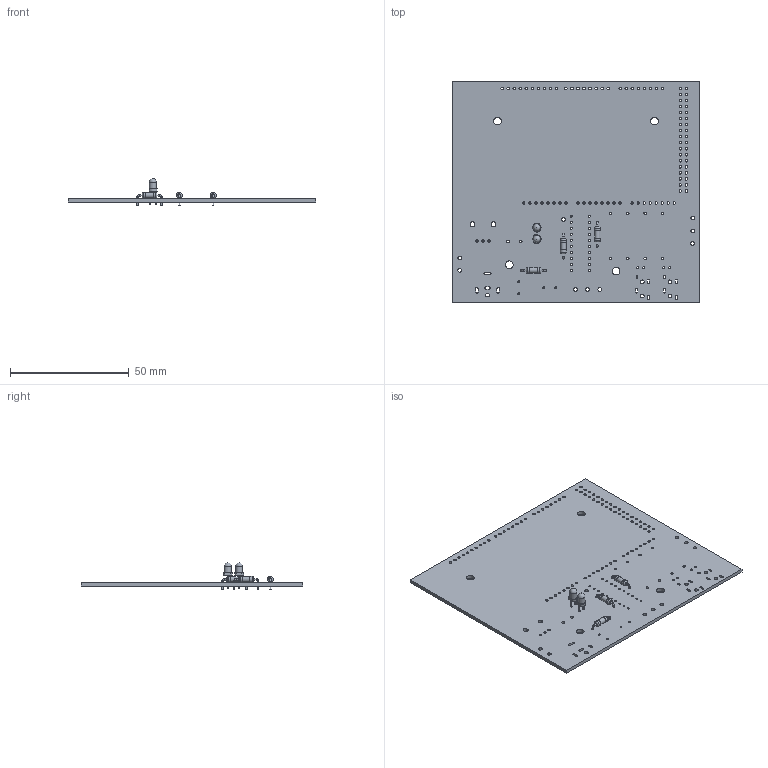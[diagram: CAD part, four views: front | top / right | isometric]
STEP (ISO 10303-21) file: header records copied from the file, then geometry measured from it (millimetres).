
FILE_DESCRIPTION(('KiCad electronic assembly'),'2;1');
FILE_NAME('asv_main_board_v3.2.step','2025-05-06T15:26:31',('Pcbnew'),( 'Kicad'),'Open CASCADE STEP processor 7.8','KiCad to STEP converter' ,'Unknown');
FILE_SCHEMA(('AUTOMOTIVE_DESIGN { 1 0 10303 214 1 1 1 1 }'));
Length unit declared in the file: millimetre
Products named in the file (4): asv_main_board_v3.2 1; R_Axial_DIN0207_L6.3mm_D2.5mm_P10.16mm_Horizontal; LED_D3.0mm; asv_main_board_v3.2_PCB
Assembly tree (6 placements, depth 2):
  asv_main_board_v3.2 1
    R_Axial_DIN0207_L6.3mm_D2.5mm_P10.16mm_Horizontal  x3
    LED_D3.0mm  x2
    asv_main_board_v3.2_PCB
Bounding box: 104.48 x 93.52 x 11.3 mm (x, y, z)
Volume: 14638.9 mm3; surface area: 21066.5 mm2
Topology: 6 solids, 6 shells, 300 faces, 800 edges, 526 vertices
Faces by surface type: cylinder 208, plane 78, torus 12, sphere 2
Full cylindrical faces by diameter (mm): 0.6 x12, 0.762 x2, 0.787 x20, 0.8 x6, 0.85 x2, 0.864 x4, 0.9 x4, 1 x3, 1.016 x86, 1.067 x8, 1.194 x2, 1.6 x14, 2.25 x3, 2.5 x6, 3 x2, 3.2 x4
Entity records: 9340 total; most frequent: DIRECTION 1617, CARTESIAN_POINT 1438, ORIENTED_EDGE 1420, EDGE_CURVE 710, AXIS2_PLACEMENT_3D 650, FACE_BOUND 595, EDGE_LOOP 595, VERTEX_POINT 471
